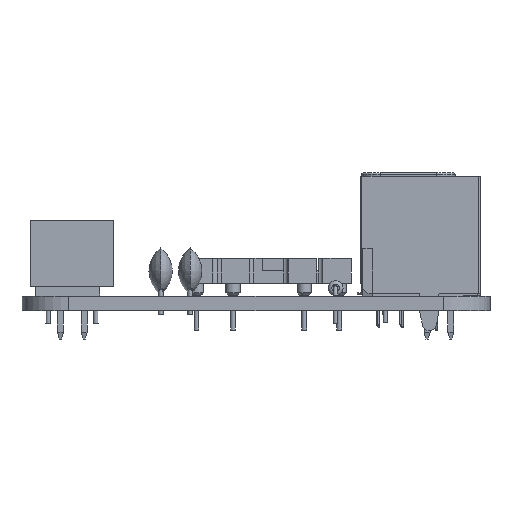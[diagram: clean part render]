
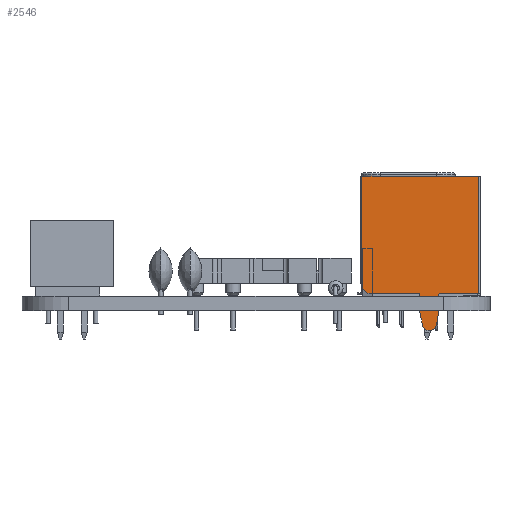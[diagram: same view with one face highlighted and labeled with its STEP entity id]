
A CAD part, left-side view. The second image highlights one B-rep face of the part: STEP entity #2546.
In plain terms, the highlighted planar face has unit normal (-1, 0, 0).
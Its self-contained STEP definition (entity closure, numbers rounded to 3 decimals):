
#2024 = VERTEX_POINT('',#2025);
#2025 = CARTESIAN_POINT('',(-7.,0.25,-0.2));
#2032 = EDGE_CURVE('',#2033,#2024,#2035,.T.);
#2033 = VERTEX_POINT('',#2034);
#2034 = CARTESIAN_POINT('',(-7.,0.25,-4.3));
#2035 = LINE('',#2036,#2037);
#2036 = CARTESIAN_POINT('',(-7.,0.25,-2.15));
#2037 = VECTOR('',#2038,1.);
#2038 = DIRECTION('',(0.,0.,1.));
#2080 = EDGE_CURVE('',#2024,#2081,#2083,.T.);
#2081 = VERTEX_POINT('',#2082);
#2082 = CARTESIAN_POINT('',(-7.,12.75,-0.2));
#2083 = LINE('',#2084,#2085);
#2084 = CARTESIAN_POINT('',(-7.,6.538,-0.2));
#2085 = VECTOR('',#2086,1.);
#2086 = DIRECTION('',(-0.,1.,-0.));
#2546 = ADVANCED_FACE('',(#2547),#2656,.T.);
#2547 = FACE_BOUND('',#2548,.T.);
#2548 = EDGE_LOOP('',(#2549,#2550,#2551,#2559,#2567,#2575,#2583,#2591,
    #2599,#2608,#2616,#2624,#2633,#2641,#2649));
#2549 = ORIENTED_EDGE('',*,*,#2032,.T.);
#2550 = ORIENTED_EDGE('',*,*,#2080,.T.);
#2551 = ORIENTED_EDGE('',*,*,#2552,.T.);
#2552 = EDGE_CURVE('',#2081,#2553,#2555,.T.);
#2553 = VERTEX_POINT('',#2554);
#2554 = CARTESIAN_POINT('',(-7.,12.75,-12.7));
#2555 = LINE('',#2556,#2557);
#2556 = CARTESIAN_POINT('',(-7.,12.75,-6.45));
#2557 = VECTOR('',#2558,1.);
#2558 = DIRECTION('',(-0.,-0.,-1.));
#2559 = ORIENTED_EDGE('',*,*,#2560,.T.);
#2560 = EDGE_CURVE('',#2553,#2561,#2563,.T.);
#2561 = VERTEX_POINT('',#2562);
#2562 = CARTESIAN_POINT('',(-7.,1.25,-12.7));
#2563 = LINE('',#2564,#2565);
#2564 = CARTESIAN_POINT('',(-7.,4.451,-12.7));
#2565 = VECTOR('',#2566,1.);
#2566 = DIRECTION('',(0.,-1.,0.));
#2567 = ORIENTED_EDGE('',*,*,#2568,.T.);
#2568 = EDGE_CURVE('',#2561,#2569,#2571,.T.);
#2569 = VERTEX_POINT('',#2570);
#2570 = CARTESIAN_POINT('',(-7.,1.25,-12.6));
#2571 = LINE('',#2572,#2573);
#2572 = CARTESIAN_POINT('',(-7.,1.25,-12.75));
#2573 = VECTOR('',#2574,1.);
#2574 = DIRECTION('',(0.,0.,1.));
#2575 = ORIENTED_EDGE('',*,*,#2576,.T.);
#2576 = EDGE_CURVE('',#2569,#2577,#2579,.T.);
#2577 = VERTEX_POINT('',#2578);
#2578 = CARTESIAN_POINT('',(-7.,0.8,-12.6));
#2579 = LINE('',#2580,#2581);
#2580 = CARTESIAN_POINT('',(-7.,4.451,-12.6));
#2581 = VECTOR('',#2582,1.);
#2582 = DIRECTION('',(0.,-1.,0.));
#2583 = ORIENTED_EDGE('',*,*,#2584,.T.);
#2584 = EDGE_CURVE('',#2577,#2585,#2587,.T.);
#2585 = VERTEX_POINT('',#2586);
#2586 = CARTESIAN_POINT('',(-7.,0.25,-12.05));
#2587 = LINE('',#2588,#2589);
#2588 = CARTESIAN_POINT('',(-7.,0.8,-12.6));
#2589 = VECTOR('',#2590,1.);
#2590 = DIRECTION('',(0.,-0.707,0.707));
#2591 = ORIENTED_EDGE('',*,*,#2592,.T.);
#2592 = EDGE_CURVE('',#2585,#2593,#2595,.T.);
#2593 = VERTEX_POINT('',#2594);
#2594 = CARTESIAN_POINT('',(-7.,0.25,-6.7));
#2595 = LINE('',#2596,#2597);
#2596 = CARTESIAN_POINT('',(-7.,0.25,-6.45));
#2597 = VECTOR('',#2598,1.);
#2598 = DIRECTION('',(0.,0.,1.));
#2599 = ORIENTED_EDGE('',*,*,#2600,.T.);
#2600 = EDGE_CURVE('',#2593,#2601,#2603,.T.);
#2601 = VERTEX_POINT('',#2602);
#2602 = CARTESIAN_POINT('',(-7.,0.05,-6.5));
#2603 = CIRCLE('',#2604,0.2);
#2604 = AXIS2_PLACEMENT_3D('',#2605,#2606,#2607);
#2605 = CARTESIAN_POINT('',(-7.,0.05,-6.7));
#2606 = DIRECTION('',(1.,0.,0.));
#2607 = DIRECTION('',(0.,0.,1.));
#2608 = ORIENTED_EDGE('',*,*,#2609,.T.);
#2609 = EDGE_CURVE('',#2601,#2610,#2612,.T.);
#2610 = VERTEX_POINT('',#2611);
#2611 = CARTESIAN_POINT('',(-7.,-1.85,-6.5));
#2612 = LINE('',#2613,#2614);
#2613 = CARTESIAN_POINT('',(-7.,4.451,-6.5));
#2614 = VECTOR('',#2615,1.);
#2615 = DIRECTION('',(0.,-1.,0.));
#2616 = ORIENTED_EDGE('',*,*,#2617,.T.);
#2617 = EDGE_CURVE('',#2610,#2618,#2620,.T.);
#2618 = VERTEX_POINT('',#2619);
#2619 = CARTESIAN_POINT('',(-7.,-3.15,-6.235));
#2620 = LINE('',#2621,#2622);
#2621 = CARTESIAN_POINT('',(-7.,-1.85,-6.5));
#2622 = VECTOR('',#2623,1.);
#2623 = DIRECTION('',(0.,-0.98,0.2));
#2624 = ORIENTED_EDGE('',*,*,#2625,.T.);
#2625 = EDGE_CURVE('',#2618,#2626,#2628,.T.);
#2626 = VERTEX_POINT('',#2627);
#2627 = CARTESIAN_POINT('',(-7.,-3.15,-4.765));
#2628 = CIRCLE('',#2629,0.75);
#2629 = AXIS2_PLACEMENT_3D('',#2630,#2631,#2632);
#2630 = CARTESIAN_POINT('',(-7.,-3.,-5.5));
#2631 = DIRECTION('',(-1.,0.,0.));
#2632 = DIRECTION('',(0.,0.,1.));
#2633 = ORIENTED_EDGE('',*,*,#2634,.T.);
#2634 = EDGE_CURVE('',#2626,#2635,#2637,.T.);
#2635 = VERTEX_POINT('',#2636);
#2636 = CARTESIAN_POINT('',(-7.,-1.85,-4.5));
#2637 = LINE('',#2638,#2639);
#2638 = CARTESIAN_POINT('',(-7.,-3.15,-4.765));
#2639 = VECTOR('',#2640,1.);
#2640 = DIRECTION('',(0.,0.98,0.2));
#2641 = ORIENTED_EDGE('',*,*,#2642,.T.);
#2642 = EDGE_CURVE('',#2635,#2643,#2645,.T.);
#2643 = VERTEX_POINT('',#2644);
#2644 = CARTESIAN_POINT('',(-7.,0.05,-4.5));
#2645 = LINE('',#2646,#2647);
#2646 = CARTESIAN_POINT('',(-7.,4.451,-4.5));
#2647 = VECTOR('',#2648,1.);
#2648 = DIRECTION('',(-0.,1.,-0.));
#2649 = ORIENTED_EDGE('',*,*,#2650,.T.);
#2650 = EDGE_CURVE('',#2643,#2033,#2651,.T.);
#2651 = CIRCLE('',#2652,0.2);
#2652 = AXIS2_PLACEMENT_3D('',#2653,#2654,#2655);
#2653 = CARTESIAN_POINT('',(-7.,0.05,-4.3));
#2654 = DIRECTION('',(1.,0.,0.));
#2655 = DIRECTION('',(0.,0.,1.));
#2656 = PLANE('',#2657);
#2657 = AXIS2_PLACEMENT_3D('',#2658,#2659,#2660);
#2658 = CARTESIAN_POINT('',(-7.,12.75,-12.7));
#2659 = DIRECTION('',(-1.,0.,0.));
#2660 = DIRECTION('',(0.,-1.,0.));
